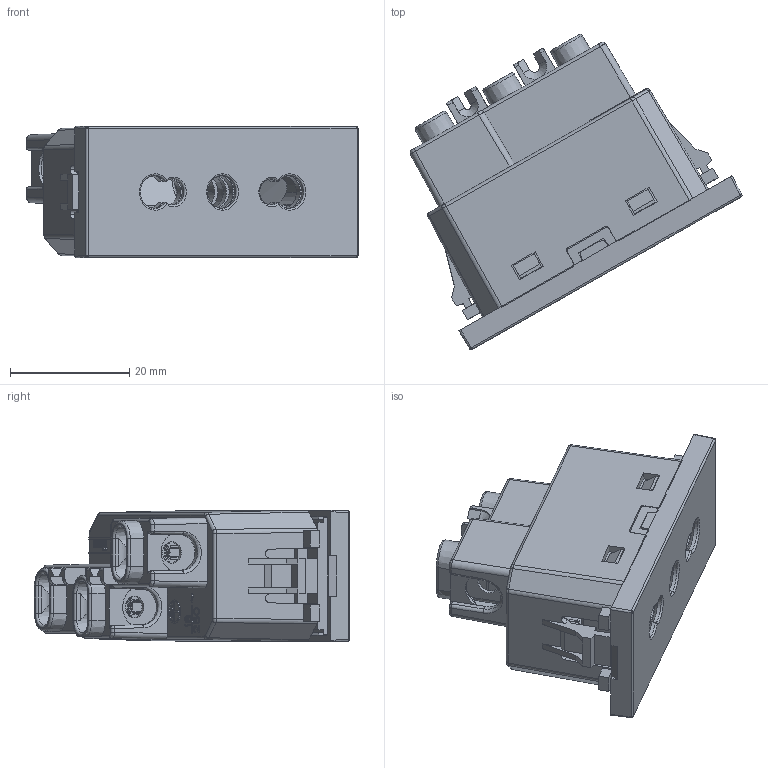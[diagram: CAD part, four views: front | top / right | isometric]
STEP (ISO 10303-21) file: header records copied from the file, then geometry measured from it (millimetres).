
FILE_DESCRIPTION((''),'2;1');
FILE_NAME('42203-LINEA_ASM_4_ASM','2023-11-13T',('admin'),(''),'PRO/ENGINEER BY PARAMETRIC TECHNOLOGY CORPORATION, 2012480','PRO/ENGINEER BY PARAMETRIC TECHNOLOGY CORPORATION, 2012480','');
FILE_SCHEMA(('CONFIG_CONTROL_DESIGN'));
Products named in the file (13): LF42203-LINEA_27; LINEA-GAI_5; DT16011_AF0_21_1_3; P17-SHUTTER_AF0_14_1_3; BAO-2_ASM_2_ASM; LINEA-MIANBAN_5; LK40203-EARTH-M_AF0_1_4; M356_4; LK40207050_3; OLD-E_ASM_1_ASM; LK40203-PHASE1-M_AF0_1_3; OLD-L-N_ASM_1_ASM; 42203-LINEA_ASM_4_ASM
Assembly tree (15 placements, depth 3):
  42203-LINEA_ASM_4_ASM
    LF42203-LINEA_27
    LINEA-GAI_5
    BAO-2_ASM_2_ASM
      DT16011_AF0_21_1_3
      P17-SHUTTER_AF0_14_1_3
    LINEA-MIANBAN_5
    OLD-E_ASM_1_ASM
      LK40203-EARTH-M_AF0_1_4
      M356_4
      LK40207050_3
    OLD-L-N_ASM_1_ASM  x2
      LK40203-PHASE1-M_AF0_1_3
      M356_4
      LK40207050_3
Bounding box: 55.75 x 52.91 x 22.14 mm (x, y, z)
Volume: 13482.9 mm3; surface area: 24458.4 mm2
Topology: 11 solids, 13 shells, 2285 faces, 6577 edges, 4269 vertices
Faces by surface type: plane 1322, cylinder 527, bspline 205, extrusion 78, cone 70, sphere 50, torus 33
Entity records: 71939 total; most frequent: CARTESIAN_POINT 23890, ORIENTED_EDGE 10758, DIRECTION 8841, EDGE_CURVE 5379, VECTOR 3591, VERTEX_POINT 3515, LINE 3513, AXIS2_PLACEMENT_3D 2625
